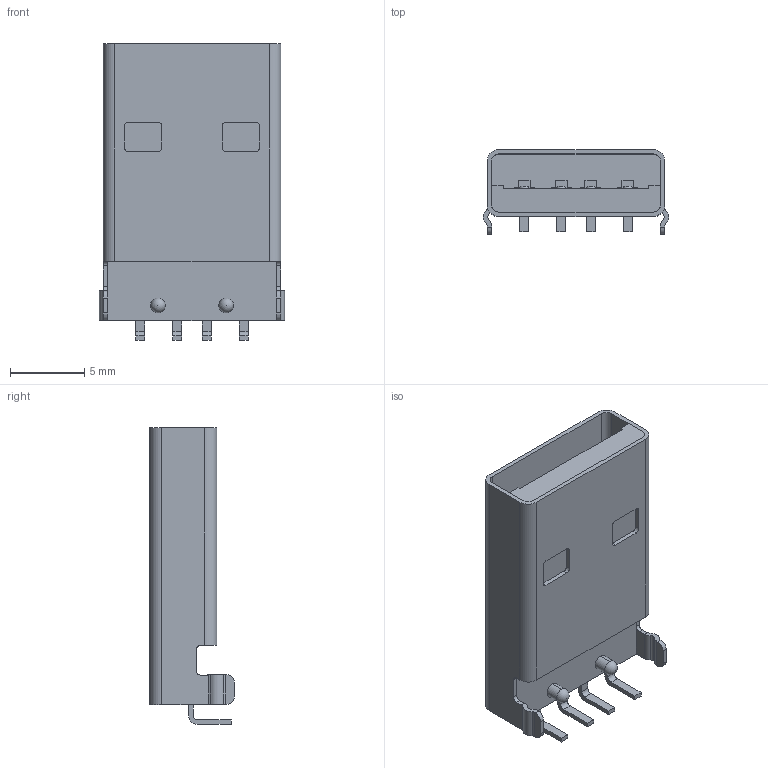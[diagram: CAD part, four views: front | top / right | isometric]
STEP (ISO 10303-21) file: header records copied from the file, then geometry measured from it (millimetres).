
FILE_DESCRIPTION (( 'STEP AP214' ), '1' );
FILE_NAME ('29A5FF29-37BD-46DB-966F-AD545E071FC9.STEP', '2009-04-14T19:07:44', ( 'sysAdmin' ), ( 'SolidWorks' ), 'SwSTEP 2.0', 'SolidWorks 2009', '' );
FILE_SCHEMA (( 'AUTOMOTIVE_DESIGN' ));
Length unit declared in the file: millimetre
Products named in the file (1): 29A5FF29-37BD-46DB-966F-AD545E071FC9
Bounding box: 12.5 x 5.7 x 20.03 mm (x, y, z)
Volume: 695 mm3; surface area: 1592.8 mm2
Topology: 1 solids, 1 shells, 281 faces, 796 edges, 528 vertices
Faces by surface type: plane 195, cylinder 76, torus 8, sphere 2
Entity records: 12158 total; most frequent: CARTESIAN_POINT 1596, ORIENTED_EDGE 1580, DIRECTION 1522, EDGE_CURVE 790, VECTOR 622, LINE 622, VERTEX_POINT 524, AXIS2_PLACEMENT_3D 450
